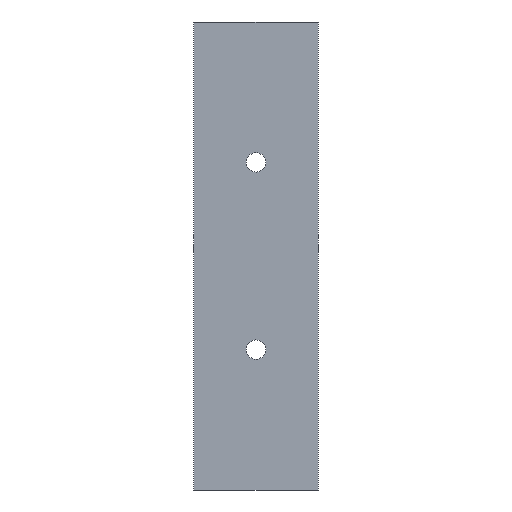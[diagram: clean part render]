
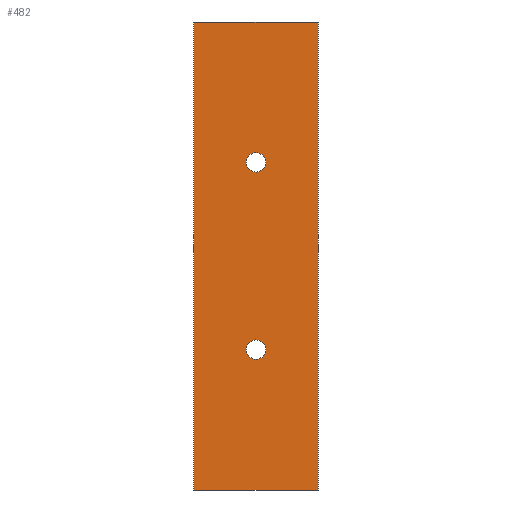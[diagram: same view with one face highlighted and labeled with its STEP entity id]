
A CAD part, left-side view. The second image highlights one B-rep face of the part: STEP entity #482.
In plain terms, the highlighted planar face has unit normal (-1, 0, 0).
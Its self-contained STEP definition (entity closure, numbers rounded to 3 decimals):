
#150=CARTESIAN_POINT('',(-10.,20.,-33.1));
#151=VERTEX_POINT('',#150);
#158=CARTESIAN_POINT('',(-10.,20.,-30.));
#159=DIRECTION('',(1.,0.,-0.));
#160=DIRECTION('',(0.,0.,1.));
#161=AXIS2_PLACEMENT_3D('',#158,#159,#160);
#162=CIRCLE('',#161,3.1);
#163=EDGE_CURVE('',#151,#151,#162,.T.);
#262=CARTESIAN_POINT('',(-10.,20.,26.9));
#263=VERTEX_POINT('',#262);
#270=CARTESIAN_POINT('',(-10.,20.,30.));
#271=DIRECTION('',(1.,0.,-0.));
#272=DIRECTION('',(0.,0.,1.));
#273=AXIS2_PLACEMENT_3D('',#270,#271,#272);
#274=CIRCLE('',#273,3.1);
#275=EDGE_CURVE('',#263,#263,#274,.T.);
#288=CARTESIAN_POINT('',(-10.,40.,75.));
#289=VERTEX_POINT('',#288);
#306=CARTESIAN_POINT('',(-10.,40.,-75.));
#307=VERTEX_POINT('',#306);
#314=CARTESIAN_POINT('',(-10.,40.,-75.));
#315=DIRECTION('',(0.,0.,1.));
#316=VECTOR('',#315,1500.);
#317=LINE('',#314,#316);
#318=EDGE_CURVE('',#307,#289,#317,.T.);
#429=CARTESIAN_POINT('',(-10.,0.,75.));
#430=VERTEX_POINT('',#429);
#437=CARTESIAN_POINT('',(-10.,0.,-75.));
#438=VERTEX_POINT('',#437);
#439=CARTESIAN_POINT('',(-10.,0.,-75.));
#440=DIRECTION('',(0.,0.,1.));
#441=VECTOR('',#440,1500.);
#442=LINE('',#439,#441);
#443=EDGE_CURVE('',#438,#430,#442,.T.);
#455=CARTESIAN_POINT('',(-10.,20.,-75.));
#456=DIRECTION('',(-1.,0.,0.));
#457=DIRECTION('',(0.,-1.,0.));
#458=AXIS2_PLACEMENT_3D('',#455,#456,#457);
#459=PLANE('',#458);
#460=ORIENTED_EDGE('',*,*,#163,.T.);
#461=EDGE_LOOP('',(#460));
#462=FACE_BOUND('',#461,.T.);
#463=ORIENTED_EDGE('',*,*,#275,.T.);
#464=EDGE_LOOP('',(#463));
#465=FACE_BOUND('',#464,.T.);
#466=CARTESIAN_POINT('',(-10.,-360.,75.));
#467=DIRECTION('',(0.,1.,0.));
#468=VECTOR('',#467,400.);
#469=LINE('',#466,#468);
#470=EDGE_CURVE('',#430,#289,#469,.T.);
#471=ORIENTED_EDGE('',*,*,#470,.T.);
#472=ORIENTED_EDGE('',*,*,#318,.F.);
#473=CARTESIAN_POINT('',(-10.,40.,-75.));
#474=DIRECTION('',(0.,-1.,0.));
#475=VECTOR('',#474,400.);
#476=LINE('',#473,#475);
#477=EDGE_CURVE('',#307,#438,#476,.T.);
#478=ORIENTED_EDGE('',*,*,#477,.T.);
#479=ORIENTED_EDGE('',*,*,#443,.T.);
#480=EDGE_LOOP('',(#471,#472,#478,#479));
#481=FACE_BOUND('',#480,.T.);
#482=ADVANCED_FACE('',(#462,#465,#481),#459,.T.);
